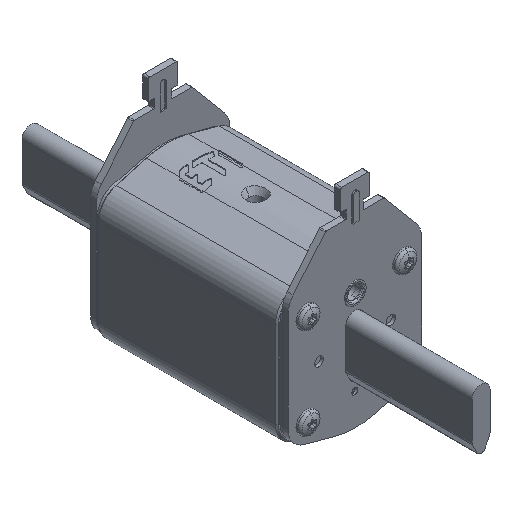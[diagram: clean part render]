
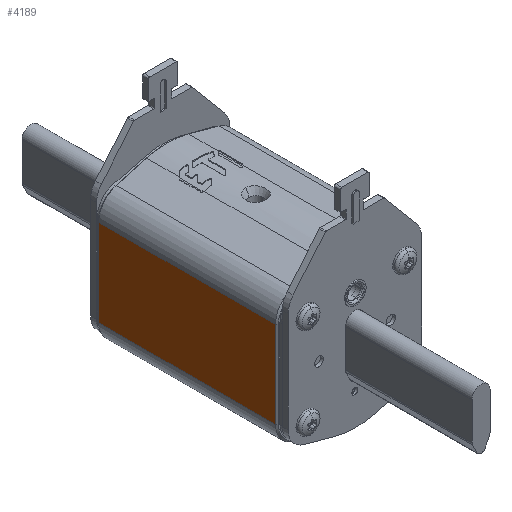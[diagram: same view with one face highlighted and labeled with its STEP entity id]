
A CAD part, isometric view. The second image highlights one B-rep face of the part: STEP entity #4189.
In plain terms, the highlighted face is planar.
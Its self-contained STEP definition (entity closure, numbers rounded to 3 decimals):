
#295=DIRECTION('',(0.,-1.,0.));
#296=VECTOR('',#295,29.);
#297=CARTESIAN_POINT('',(23.,14.5,-0.5));
#298=LINE('',#297,#296);
#1578=DIRECTION('',(0.,0.,-1.));
#1579=VECTOR('',#1578,59.);
#1580=CARTESIAN_POINT('',(23.,-14.5,-0.5));
#1581=LINE('',#1580,#1579);
#1585=DIRECTION('',(0.,0.,-1.));
#1586=VECTOR('',#1585,59.);
#1587=CARTESIAN_POINT('',(23.,14.5,-0.5));
#1588=LINE('',#1587,#1586);
#1636=DIRECTION('',(0.,-1.,0.));
#1637=VECTOR('',#1636,29.);
#1638=CARTESIAN_POINT('',(23.,14.5,-59.5));
#1639=LINE('',#1638,#1637);
#2747=CARTESIAN_POINT('',(23.,14.5,-0.5));
#2748=CARTESIAN_POINT('',(23.,-14.5,-0.5));
#2749=VERTEX_POINT('',#2747);
#2750=VERTEX_POINT('',#2748);
#2817=CARTESIAN_POINT('',(23.,-14.5,-59.5));
#2818=VERTEX_POINT('',#2817);
#2821=CARTESIAN_POINT('',(23.,14.5,-59.5));
#2822=VERTEX_POINT('',#2821);
#4176=CARTESIAN_POINT('',(23.,14.5,0.));
#4177=DIRECTION('',(1.,0.,0.));
#4178=DIRECTION('',(0.,-1.,0.));
#4179=AXIS2_PLACEMENT_3D('',#4176,#4177,#4178);
#4180=PLANE('',#4179);
#4181=ORIENTED_EDGE('',*,*,#3202,.F.);
#4183=ORIENTED_EDGE('',*,*,#4182,.T.);
#4185=ORIENTED_EDGE('',*,*,#4184,.T.);
#4186=ORIENTED_EDGE('',*,*,#4161,.F.);
#4187=EDGE_LOOP('',(#4181,#4183,#4185,#4186));
#4188=FACE_OUTER_BOUND('',#4187,.F.);
#3202=EDGE_CURVE('',#2749,#2750,#298,.T.);
#4161=EDGE_CURVE('',#2750,#2818,#1581,.T.);
#4182=EDGE_CURVE('',#2749,#2822,#1588,.T.);
#4184=EDGE_CURVE('',#2822,#2818,#1639,.T.);
#4189=ADVANCED_FACE('',(#4188),#4180,.T.);
